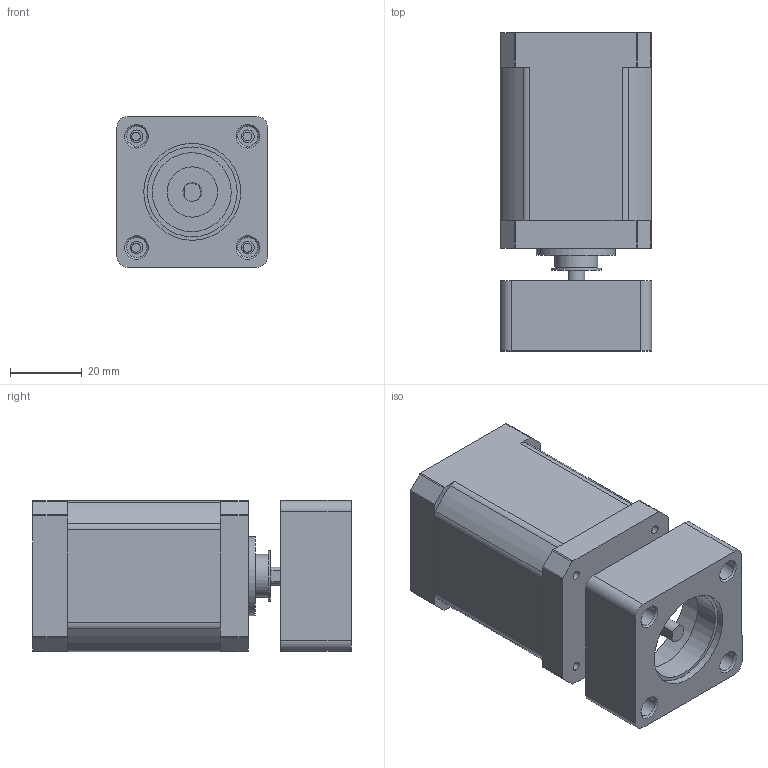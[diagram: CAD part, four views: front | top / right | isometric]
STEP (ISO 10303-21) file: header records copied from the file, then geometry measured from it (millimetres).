
FILE_DESCRIPTION(/* description */ (''),/* implementation_level */ '2;1');
FILE_NAME(/* name */ 'harmonic drive v8.step',/* time_stamp */ '2024-05-28T16:42:14+02:00',/* author */ (''),/* organization */ (''),/* preprocessor_version */ 'ST-DEVELOPER v20',/* originating_system */ 'Autodesk Translation Framework v13.14.0.145',/* authorisation */ '');
FILE_SCHEMA (('AUTOMOTIVE_DESIGN { 1 0 10303 214 3 1 1 }'));
Length unit declared in the file: millimetre
Products named in the file (9): harmonic drive; NEMA17 17HS8401; Base; Hub; FlexSpline; Wave genrator; Circual spline; Bearing_37_25_7mm; 6. Cover
Assembly tree (8 placements, depth 2):
  harmonic drive
    NEMA17 17HS8401
    Base
    Hub
    FlexSpline
    Wave genrator
    Circual spline
    Bearing_37_25_7mm
    6. Cover
Bounding box: 42.14 x 88.65 x 42.09 mm (x, y, z)
Volume: 118313.4 mm3; surface area: 27937.3 mm2
Topology: 6 solids, 6 shells, 249 faces, 611 edges, 401 vertices
Faces by surface type: plane 168, cylinder 71, torus 5, cone 5
Full cylindrical faces by diameter (mm): 2.459 x4, 3.5 x4, 4.826 x4, 5 x2, 5.2 x1, 5.6 x4, 5.842 x4, 9.144 x2, 12 x1, 14 x1, 22 x1, 25 x1, 27 x5, 35 x4, 37 x1, 37.4 x1
Entity records: 7976 total; most frequent: CARTESIAN_POINT 1474, DIRECTION 1277, ORIENTED_EDGE 1226, EDGE_CURVE 613, AXIS2_PLACEMENT_3D 462, VERTEX_POINT 403, LINE 353, VECTOR 353
